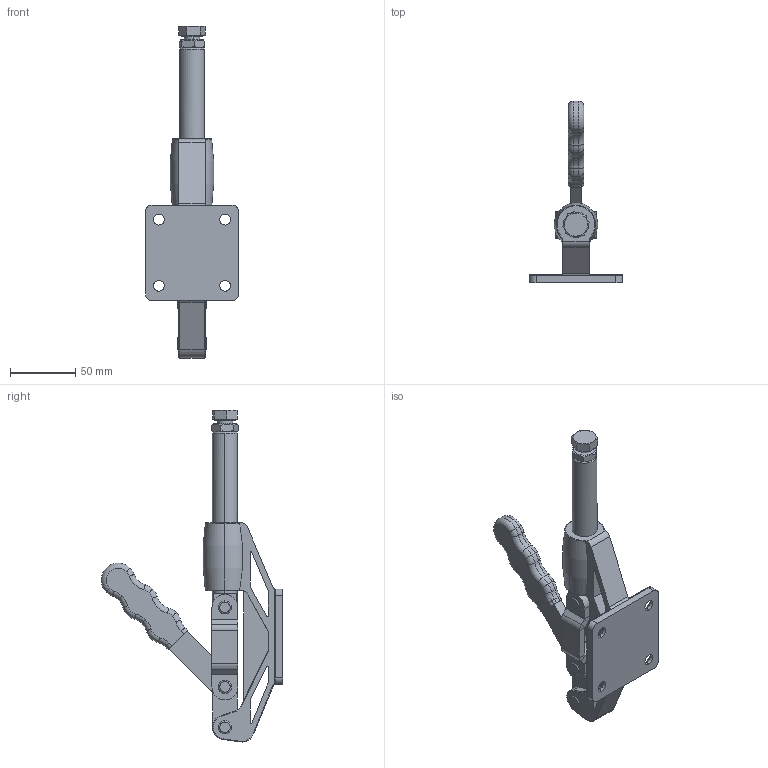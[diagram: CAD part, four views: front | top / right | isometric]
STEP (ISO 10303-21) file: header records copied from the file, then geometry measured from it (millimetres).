
FILE_DESCRIPTION (( 'STEP AP203' ), '1' );
FILE_NAME ('HS-304-HM 装配体.STEP', '2018-12-07T05:51:48', ( 'PCOS' ), ( '微软中国' ), 'SwSTEP 2.0', 'SolidWorks 2012', '' );
FILE_SCHEMA (( 'CONFIG_CONTROL_DESIGN' ));
Length unit declared in the file: millimetre
Products named in the file (9): HS-304-HM 蚾饜极; hexagon head bolts-full thread gb_GB_FASTENER_BOLT_STBAB A M12X60-C; hex thin nuts-grades ab-chamfered gb_GB_FASTENER_NUT_STNAB M12-N; 挴裝; 种1; 忒梟; 忒參; 蟀裝; 菁釱
Assembly tree (11 placements, depth 2):
  HS-304-HM 蚾饜极
    菁釱
    蟀裝  x2
    忒參
    忒梟
    种1  x3
    挴裝
    hex thin nuts-grades ab-chamfered gb_GB_FASTENER_NUT_STNAB M12-N
    hexagon head bolts-full thread gb_GB_FASTENER_BOLT_STBAB A M12X60-C
Bounding box: 71.4 x 139.37 x 254.87 mm (x, y, z)
Volume: 209550 mm3; surface area: 72694.6 mm2
Topology: 11 solids, 11 shells, 763 faces, 1955 edges, 1249 vertices
Faces by surface type: plane 381, cylinder 146, bspline 137, torus 67, cone 32
Entity records: 28200 total; most frequent: CARTESIAN_POINT 10596, ORIENTED_EDGE 3658, DIRECTION 3069, EDGE_CURVE 1829, VERTEX_POINT 1177, LINE 1101, VECTOR 1101, AXIS2_PLACEMENT_3D 984
